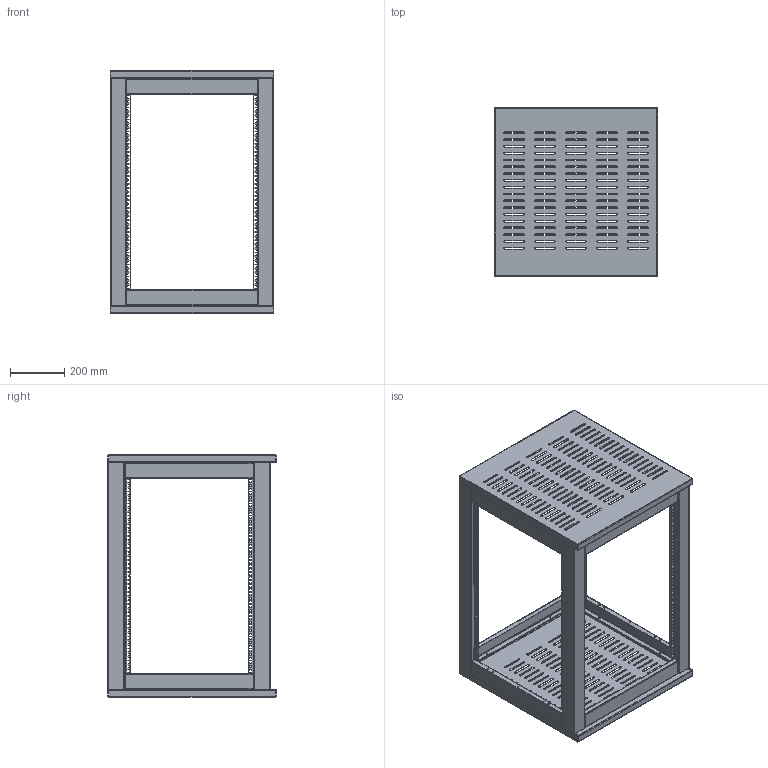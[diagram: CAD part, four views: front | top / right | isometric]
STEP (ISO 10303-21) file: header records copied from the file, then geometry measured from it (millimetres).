
FILE_DESCRIPTION(/* description */ (''),/* implementation_level */ '2;1');
FILE_NAME(/* name */ '19inch Rack 16U.stp',/* time_stamp */ '2015-04-09T15:33:42+01:00',/* author */ ('AndyRawlinson'),/* organization */ ('Snell Ltd'),/* preprocessor_version */ 'ST-DEVELOPER v15.6',/* originating_system */ 'Autodesk Inventor 2015',/* authorisation */ '');
FILE_SCHEMA (('AUTOMOTIVE_DESIGN { 1 0 10303 214 3 1 1 }'));
Length unit declared in the file: millimetre
Products named in the file (5): 19inch Rack Top; 19inch Rack Corner Section x 16U; 19inch Rack In Fill section Side; 19inch Rack In Fill section Front-Rear; 19inch Rack 16U
Assembly tree (14 placements, depth 2):
  19inch Rack 16U
    19inch Rack Top  x2
    19inch Rack Corner Section x 16U  x4
    19inch Rack In Fill section Side  x4
    19inch Rack In Fill section Front-Rear  x4
Bounding box: 600 x 620 x 891 mm (x, y, z)
Volume: 2758508.6 mm3; surface area: 3781507.4 mm2
Topology: 14 solids, 14 shells, 2984 faces, 8508 edges, 5552 vertices
Faces by surface type: plane 2276, cylinder 612, bspline 96
Full cylindrical faces by diameter (mm): 3.5 x44, 4 x32, 5 x40
Entity records: 34554 total; most frequent: CARTESIAN_POINT 8420, ORIENTED_EDGE 5420, DIRECTION 4976, EDGE_CURVE 2710, LINE 2180, VECTOR 2180, VERTEX_POINT 1786, EDGE_LOOP 1436
